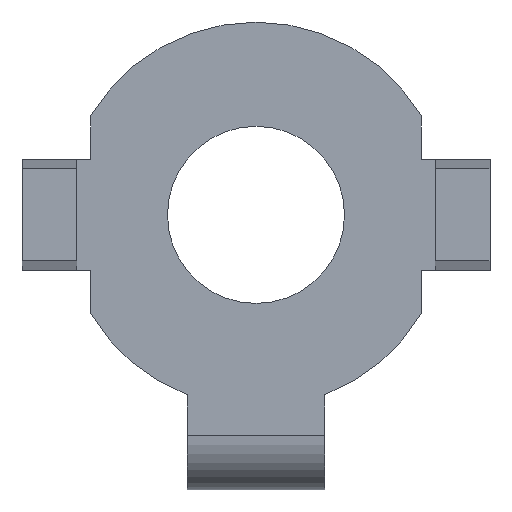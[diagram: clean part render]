
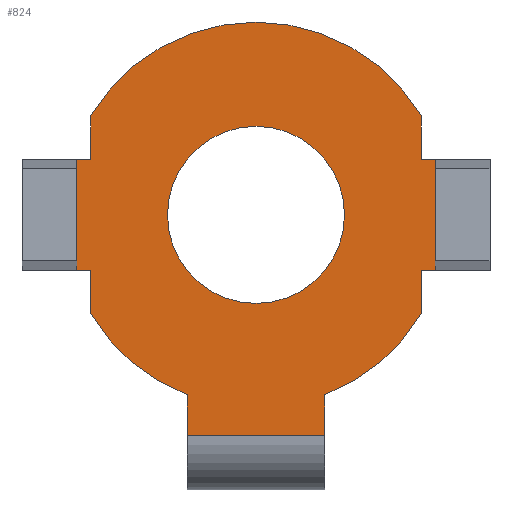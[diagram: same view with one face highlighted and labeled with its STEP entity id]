
A CAD part, front view. The second image highlights one B-rep face of the part: STEP entity #824.
In plain terms, the highlighted planar face has unit normal (0, -1, 0).
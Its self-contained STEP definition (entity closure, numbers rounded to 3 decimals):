
#4 = EDGE_CURVE ( 'NONE', #349, #883, #496, .T. ) ;
#6 = DIRECTION ( 'NONE',  ( 0., 1., 0. ) ) ;
#11 = CARTESIAN_POINT ( 'NONE',  ( -4.76, 0., 1.59 ) ) ;
#23 = PLANE ( 'NONE',  #685 ) ;
#30 = LINE ( 'NONE', #471, #805 ) ;
#36 = DIRECTION ( 'NONE',  ( 0., 0., -1. ) ) ;
#49 = DIRECTION ( 'NONE',  ( 0., 1., 0. ) ) ;
#53 = DIRECTION ( 'NONE',  ( 0., 0., 1. ) ) ;
#57 = ORIENTED_EDGE ( 'NONE', *, *, #974, .F. ) ;
#76 = DIRECTION ( 'NONE',  ( 0., 0., 1. ) ) ;
#91 = VECTOR ( 'NONE', #76, 1000. ) ;
#98 = DIRECTION ( 'NONE',  ( 0., 0., 1. ) ) ;
#100 = AXIS2_PLACEMENT_3D ( 'NONE', #154, #941, #772 ) ;
#102 = EDGE_CURVE ( 'NONE', #459, #740, #1040, .T. ) ;
#103 = VECTOR ( 'NONE', #196, 1000. ) ;
#116 = DIRECTION ( 'NONE',  ( 0., 0., -1. ) ) ;
#124 = VERTEX_POINT ( 'NONE', #132 ) ;
#132 = CARTESIAN_POINT ( 'NONE',  ( -4.76, 0., 2.854 ) ) ;
#142 = CARTESIAN_POINT ( 'NONE',  ( -1.98, 0., -6.35 ) ) ;
#145 = VERTEX_POINT ( 'NONE', #402 ) ;
#150 = ORIENTED_EDGE ( 'NONE', *, *, #310, .F. ) ;
#154 = CARTESIAN_POINT ( 'NONE',  ( 0., 0., 0. ) ) ;
#160 = CARTESIAN_POINT ( 'NONE',  ( -4.76, 0., -1.59 ) ) ;
#162 = ORIENTED_EDGE ( 'NONE', *, *, #711, .F. ) ;
#164 = EDGE_CURVE ( 'NONE', #590, #683, #884, .T. ) ;
#174 = VECTOR ( 'NONE', #942, 1000. ) ;
#196 = DIRECTION ( 'NONE',  ( 0., 0., -1. ) ) ;
#199 = ORIENTED_EDGE ( 'NONE', *, *, #260, .T. ) ;
#201 = CIRCLE ( 'NONE', #361, 2.55 ) ;
#202 = VERTEX_POINT ( 'NONE', #1020 ) ;
#212 = LINE ( 'NONE', #858, #424 ) ;
#244 = ORIENTED_EDGE ( 'NONE', *, *, #324, .F. ) ;
#259 = LINE ( 'NONE', #11, #631 ) ;
#260 = EDGE_CURVE ( 'NONE', #989, #407, #212, .T. ) ;
#263 = CARTESIAN_POINT ( 'NONE',  ( -4.76, 0., -1.59 ) ) ;
#268 = DIRECTION ( 'NONE',  ( 0., 0., 1. ) ) ;
#270 = EDGE_CURVE ( 'NONE', #1026, #145, #482, .T. ) ;
#293 = CARTESIAN_POINT ( 'NONE',  ( 6.74, 0., 1.59 ) ) ;
#296 = CARTESIAN_POINT ( 'NONE',  ( -5.17, 0., 1.59 ) ) ;
#310 = EDGE_CURVE ( 'NONE', #124, #558, #560, .T. ) ;
#321 = CARTESIAN_POINT ( 'NONE',  ( 0., 0., 0. ) ) ;
#324 = EDGE_CURVE ( 'NONE', #145, #124, #259, .T. ) ;
#334 = AXIS2_PLACEMENT_3D ( 'NONE', #396, #581, #53 ) ;
#337 = DIRECTION ( 'NONE',  ( 1., 0., 0. ) ) ;
#340 = CARTESIAN_POINT ( 'NONE',  ( -5.17, 0., -1.59 ) ) ;
#341 = DIRECTION ( 'NONE',  ( 1., 0., 0. ) ) ;
#346 = ORIENTED_EDGE ( 'NONE', *, *, #958, .F. ) ;
#349 = VERTEX_POINT ( 'NONE', #443 ) ;
#361 = AXIS2_PLACEMENT_3D ( 'NONE', #532, #6, #702 ) ;
#380 = DIRECTION ( 'NONE',  ( 1., 0., 0. ) ) ;
#382 = DIRECTION ( 'NONE',  ( 0., 1., 0. ) ) ;
#394 = EDGE_CURVE ( 'NONE', #683, #590, #201, .T. ) ;
#396 = CARTESIAN_POINT ( 'NONE',  ( 0., 0., 0. ) ) ;
#398 = LINE ( 'NONE', #519, #1022 ) ;
#402 = CARTESIAN_POINT ( 'NONE',  ( -4.76, 0., 1.59 ) ) ;
#407 = VERTEX_POINT ( 'NONE', #874 ) ;
#421 = EDGE_CURVE ( 'NONE', #513, #407, #30, .T. ) ;
#424 = VECTOR ( 'NONE', #341, 1000. ) ;
#427 = VERTEX_POINT ( 'NONE', #263 ) ;
#441 = EDGE_CURVE ( 'NONE', #989, #459, #1113, .T. ) ;
#443 = CARTESIAN_POINT ( 'NONE',  ( 5.17, 0., 1.59 ) ) ;
#454 = ORIENTED_EDGE ( 'NONE', *, *, #578, .F. ) ;
#459 = VERTEX_POINT ( 'NONE', #609 ) ;
#464 = VECTOR ( 'NONE', #380, 1000. ) ;
#465 = AXIS2_PLACEMENT_3D ( 'NONE', #321, #49, #918 ) ;
#471 = CARTESIAN_POINT ( 'NONE',  ( 1.98, 0., -7.92 ) ) ;
#481 = VECTOR ( 'NONE', #555, 1000. ) ;
#482 = LINE ( 'NONE', #931, #852 ) ;
#484 = EDGE_CURVE ( 'NONE', #883, #1090, #815, .T. ) ;
#495 = FACE_OUTER_BOUND ( 'NONE', #950, .T. ) ;
#496 = LINE ( 'NONE', #730, #641 ) ;
#499 = ORIENTED_EDGE ( 'NONE', *, *, #164, .T. ) ;
#508 = LINE ( 'NONE', #637, #103 ) ;
#513 = VERTEX_POINT ( 'NONE', #658 ) ;
#519 = CARTESIAN_POINT ( 'NONE',  ( -4.76, 0., -2.854 ) ) ;
#523 = FACE_BOUND ( 'NONE', #841, .T. ) ;
#528 = ORIENTED_EDGE ( 'NONE', *, *, #4, .F. ) ;
#532 = CARTESIAN_POINT ( 'NONE',  ( 0., 0., 0. ) ) ;
#535 = EDGE_CURVE ( 'NONE', #1090, #894, #736, .T. ) ;
#555 = DIRECTION ( 'NONE',  ( 0., 0., 1. ) ) ;
#558 = VERTEX_POINT ( 'NONE', #928 ) ;
#560 = CIRCLE ( 'NONE', #667, 5.55 ) ;
#578 = EDGE_CURVE ( 'NONE', #894, #513, #922, .T. ) ;
#581 = DIRECTION ( 'NONE',  ( 0., 1., 0. ) ) ;
#590 = VERTEX_POINT ( 'NONE', #935 ) ;
#609 = CARTESIAN_POINT ( 'NONE',  ( -1.98, 0., -5.185 ) ) ;
#630 = CARTESIAN_POINT ( 'NONE',  ( 4.76, 0., -2.854 ) ) ;
#631 = VECTOR ( 'NONE', #98, 1000. ) ;
#632 = ORIENTED_EDGE ( 'NONE', *, *, #270, .F. ) ;
#637 = CARTESIAN_POINT ( 'NONE',  ( 4.76, 0., 1.59 ) ) ;
#639 = CARTESIAN_POINT ( 'NONE',  ( 5.17, 0., -1.59 ) ) ;
#641 = VECTOR ( 'NONE', #36, 1000. ) ;
#653 = ORIENTED_EDGE ( 'NONE', *, *, #885, .F. ) ;
#658 = CARTESIAN_POINT ( 'NONE',  ( 1.98, 0., -5.185 ) ) ;
#667 = AXIS2_PLACEMENT_3D ( 'NONE', #690, #1033, #268 ) ;
#671 = EDGE_CURVE ( 'NONE', #427, #726, #836, .T. ) ;
#679 = CARTESIAN_POINT ( 'NONE',  ( 0., 0., -2.55 ) ) ;
#683 = VERTEX_POINT ( 'NONE', #679 ) ;
#684 = ORIENTED_EDGE ( 'NONE', *, *, #102, .F. ) ;
#685 = AXIS2_PLACEMENT_3D ( 'NONE', #728, #382, #811 ) ;
#690 = CARTESIAN_POINT ( 'NONE',  ( 0., 0., 0. ) ) ;
#702 = DIRECTION ( 'NONE',  ( 0., 0., 1. ) ) ;
#706 = DIRECTION ( 'NONE',  ( -1., 0., 0. ) ) ;
#711 = EDGE_CURVE ( 'NONE', #740, #427, #398, .T. ) ;
#720 = LINE ( 'NONE', #293, #464 ) ;
#726 = VERTEX_POINT ( 'NONE', #340 ) ;
#728 = CARTESIAN_POINT ( 'NONE',  ( 0., 0., 0. ) ) ;
#730 = CARTESIAN_POINT ( 'NONE',  ( 5.17, 0., 1.59 ) ) ;
#735 = CARTESIAN_POINT ( 'NONE',  ( 4.76, 0., -1.59 ) ) ;
#736 = LINE ( 'NONE', #743, #907 ) ;
#739 = ORIENTED_EDGE ( 'NONE', *, *, #394, .T. ) ;
#740 = VERTEX_POINT ( 'NONE', #1108 ) ;
#743 = CARTESIAN_POINT ( 'NONE',  ( 4.76, 0., -2.854 ) ) ;
#772 = DIRECTION ( 'NONE',  ( 0., 0., 1. ) ) ;
#805 = VECTOR ( 'NONE', #821, 1000. ) ;
#806 = ORIENTED_EDGE ( 'NONE', *, *, #421, .F. ) ;
#810 = CARTESIAN_POINT ( 'NONE',  ( -5.17, 0., 1.59 ) ) ;
#811 = DIRECTION ( 'NONE',  ( 0., 0., 1. ) ) ;
#813 = ORIENTED_EDGE ( 'NONE', *, *, #535, .F. ) ;
#815 = LINE ( 'NONE', #865, #982 ) ;
#821 = DIRECTION ( 'NONE',  ( 0., 0., -1. ) ) ;
#824 = ADVANCED_FACE ( 'NONE', ( #523, #495 ), #23, .F. ) ;
#836 = LINE ( 'NONE', #160, #174 ) ;
#841 = EDGE_LOOP ( 'NONE', ( #739, #499 ) ) ;
#842 = ORIENTED_EDGE ( 'NONE', *, *, #484, .F. ) ;
#852 = VECTOR ( 'NONE', #337, 1000. ) ;
#858 = CARTESIAN_POINT ( 'NONE',  ( 0., 0., -6.35 ) ) ;
#865 = CARTESIAN_POINT ( 'NONE',  ( 4.76, 0., -1.59 ) ) ;
#874 = CARTESIAN_POINT ( 'NONE',  ( 1.98, 0., -6.35 ) ) ;
#883 = VERTEX_POINT ( 'NONE', #639 ) ;
#884 = CIRCLE ( 'NONE', #334, 2.55 ) ;
#885 = EDGE_CURVE ( 'NONE', #202, #349, #720, .T. ) ;
#894 = VERTEX_POINT ( 'NONE', #630 ) ;
#907 = VECTOR ( 'NONE', #116, 1000. ) ;
#917 = CARTESIAN_POINT ( 'NONE',  ( -1.98, 0., -7.92 ) ) ;
#918 = DIRECTION ( 'NONE',  ( 0., 0., 1. ) ) ;
#922 = CIRCLE ( 'NONE', #100, 5.55 ) ;
#928 = CARTESIAN_POINT ( 'NONE',  ( 4.76, 0., 2.854 ) ) ;
#931 = CARTESIAN_POINT ( 'NONE',  ( -6.74, 0., 1.59 ) ) ;
#935 = CARTESIAN_POINT ( 'NONE',  ( 0., 0., 2.55 ) ) ;
#941 = DIRECTION ( 'NONE',  ( 0., 1., 0. ) ) ;
#942 = DIRECTION ( 'NONE',  ( -1., 0., 0. ) ) ;
#948 = ORIENTED_EDGE ( 'NONE', *, *, #671, .F. ) ;
#950 = EDGE_LOOP ( 'NONE', ( #1091, #199, #806, #454, #813, #842, #528, #653, #57, #150, #244, #632, #346, #948, #162, #684 ) ) ;
#958 = EDGE_CURVE ( 'NONE', #726, #1026, #997, .T. ) ;
#974 = EDGE_CURVE ( 'NONE', #558, #202, #508, .T. ) ;
#982 = VECTOR ( 'NONE', #706, 1000. ) ;
#989 = VERTEX_POINT ( 'NONE', #142 ) ;
#997 = LINE ( 'NONE', #810, #481 ) ;
#1020 = CARTESIAN_POINT ( 'NONE',  ( 4.76, 0., 1.59 ) ) ;
#1022 = VECTOR ( 'NONE', #1105, 1000. ) ;
#1026 = VERTEX_POINT ( 'NONE', #296 ) ;
#1033 = DIRECTION ( 'NONE',  ( 0., 1., 0. ) ) ;
#1040 = CIRCLE ( 'NONE', #465, 5.55 ) ;
#1090 = VERTEX_POINT ( 'NONE', #735 ) ;
#1091 = ORIENTED_EDGE ( 'NONE', *, *, #441, .F. ) ;
#1105 = DIRECTION ( 'NONE',  ( 0., 0., 1. ) ) ;
#1108 = CARTESIAN_POINT ( 'NONE',  ( -4.76, 0., -2.854 ) ) ;
#1113 = LINE ( 'NONE', #917, #91 ) ;
